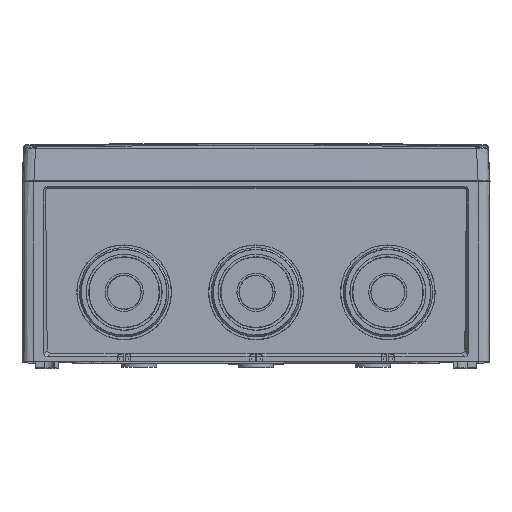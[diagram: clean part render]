
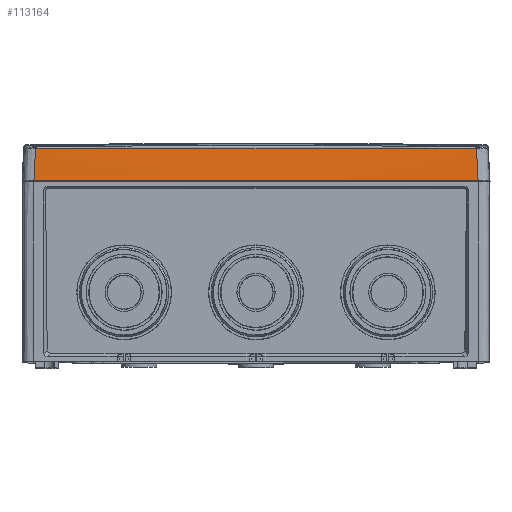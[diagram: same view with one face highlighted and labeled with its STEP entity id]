
A CAD part, top view. The second image highlights one B-rep face of the part: STEP entity #113164.
In plain terms, the highlighted conical face has half-angle 3 degrees and reference radius 21972 mm.
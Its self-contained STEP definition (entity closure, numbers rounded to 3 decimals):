
#89272=CARTESIAN_POINT('',(-118.736,-0.3,
124.695));
#89310=CARTESIAN_POINT('',(118.736,-0.3,
124.695));
#96291=CARTESIAN_POINT('',(-117.841,16.853,123.801));
#96326=CARTESIAN_POINT('',(117.841,16.853,123.801));
#96327=CARTESIAN_POINT('',(115.509,16.885,123.812));
#96328=CARTESIAN_POINT('',(110.982,16.945,123.832));
#96329=CARTESIAN_POINT('',(104.707,17.024,123.859));
#96330=CARTESIAN_POINT('',(98.636,17.096,123.883));
#96331=CARTESIAN_POINT('',(92.887,17.161,123.905));
#96332=CARTESIAN_POINT('',(87.201,17.22,123.925));
#96333=CARTESIAN_POINT('',(81.5,17.277,123.944));
#96334=CARTESIAN_POINT('',(75.778,17.329,123.961));
#96335=CARTESIAN_POINT('',(70.088,17.377,123.978));
#96336=CARTESIAN_POINT('',(64.436,17.422,123.993));
#96337=CARTESIAN_POINT('',(58.602,17.464,124.007));
#96338=CARTESIAN_POINT('',(52.175,17.506,124.021));
#96339=CARTESIAN_POINT('',(44.843,17.547,124.035));
#96340=CARTESIAN_POINT('',(36.857,17.586,124.048));
#96341=CARTESIAN_POINT('',(28.7,17.617,124.058));
#96342=CARTESIAN_POINT('',(20.532,17.64,124.066));
#96343=CARTESIAN_POINT('',(12.373,17.656,124.072));
#96344=CARTESIAN_POINT('',(4.224,17.664,124.074));
#96345=CARTESIAN_POINT('',(-3.925,17.664,
124.074));
#96346=CARTESIAN_POINT('',(-12.084,17.656,
124.072));
#96347=CARTESIAN_POINT('',(-20.252,17.641,
124.067));
#96348=CARTESIAN_POINT('',(-28.41,17.618,
124.059));
#96349=CARTESIAN_POINT('',(-36.412,17.587,
124.049));
#96350=CARTESIAN_POINT('',(-43.842,17.552,
124.037));
#96351=CARTESIAN_POINT('',(-50.479,17.516,
124.024));
#96352=CARTESIAN_POINT('',(-56.479,17.478,
124.012));
#96353=CARTESIAN_POINT('',(-62.171,17.439,
123.998));
#96354=CARTESIAN_POINT('',(-67.839,17.396,
123.984));
#96355=CARTESIAN_POINT('',(-73.56,17.348,
123.968));
#96356=CARTESIAN_POINT('',(-79.286,17.297,
123.951));
#96357=CARTESIAN_POINT('',(-84.965,17.243,
123.932));
#96358=CARTESIAN_POINT('',(-90.659,17.184,
123.913));
#96359=CARTESIAN_POINT('',(-96.495,17.121,
123.891));
#96360=CARTESIAN_POINT('',(-102.751,17.048,
123.867));
#96361=CARTESIAN_POINT('',(-109.709,16.962,
123.838));
#96362=CARTESIAN_POINT('',(-115.029,16.892,
123.814));
#96363=CARTESIAN_POINT('',(-117.841,16.853,123.801));
#96368=CARTESIAN_POINT('',(117.841,16.853,123.801));
#96369=CARTESIAN_POINT('',(118.139,11.135,124.099));
#96370=CARTESIAN_POINT('',(118.437,5.418,124.397));
#96371=CARTESIAN_POINT('',(118.736,-0.3,
124.695));
#96376=CARTESIAN_POINT('',(0.,-0.3,
-21847.44));
#96377=DIRECTION('',(0.,-1.,0.));
#96378=DIRECTION('',(0.005,0.,1.));
#96379=AXIS2_PLACEMENT_3D('',#96376,#96377,#96378);
#96384=CARTESIAN_POINT('',(-117.841,16.853,123.801));
#96385=CARTESIAN_POINT('',(-118.139,11.135,
124.099));
#96386=CARTESIAN_POINT('',(-118.437,5.418,
124.397));
#96387=CARTESIAN_POINT('',(-118.736,-0.3,
124.695));
#103981=VERTEX_POINT('',#89272);
#103984=VERTEX_POINT('',#89310);
#103985=VERTEX_POINT('',#96291);
#103989=VERTEX_POINT('',#96326);
#113151=CARTESIAN_POINT('',(0.,8.682,
-21847.44));
#113152=DIRECTION('',(0.,-1.,0.));
#113153=DIRECTION('',(-1.,0.,0.));
#113154=AXIS2_PLACEMENT_3D('',#113151,#113152,#113153);
#113155=CONICAL_SURFACE('2445',#113154,21971.985,3.);
#113157=ORIENTED_EDGE('20515',*,*,#113156,.F.);
#113159=ORIENTED_EDGE('20546',*,*,#113158,.T.);
#113160=ORIENTED_EDGE('20352',*,*,#104659,.T.);
#113161=ORIENTED_EDGE('20545',*,*,#113136,.F.);
#113162=EDGE_LOOP('2445',(#113157,#113159,#113160,#113161));
#113163=FACE_OUTER_BOUND('2445',#113162,.F.);
#96364=B_SPLINE_CURVE_WITH_KNOTS('20515',3,(#96326,#96327,#96328,#96329,#96330,
#96331,#96332,#96333,#96334,#96335,#96336,#96337,#96338,#96339,#96340,#96341,
#96342,#96343,#96344,#96345,#96346,#96347,#96348,#96349,#96350,#96351,#96352,
#96353,#96354,#96355,#96356,#96357,#96358,#96359,#96360,#96361,#96362,#96363),
.UNSPECIFIED.,.F.,.F.,(4,1,1,1,1,1,1,1,1,1,1,1,1,1,1,1,1,1,1,1,1,1,1,1,1,1,1,1,
1,1,1,1,1,1,1,4),(0.,0.029,0.057,0.086,
0.114,0.143,0.171,0.2,0.229,
0.257,0.286,0.314,0.343,
0.371,0.4,0.429,0.457,0.486,
0.514,0.543,0.571,0.6,0.629,
0.657,0.686,0.714,0.743,
0.771,0.8,0.829,0.857,0.886,
0.914,0.943,0.971,1.),.UNSPECIFIED.);
#96372=B_SPLINE_CURVE_WITH_KNOTS('20546',3,(#96368,#96369,#96370,#96371),
.UNSPECIFIED.,.F.,.F.,(4,4),(0.,1.),.UNSPECIFIED.);
#96380=CIRCLE('20352',#96379,21972.456);
#96388=B_SPLINE_CURVE_WITH_KNOTS('20545',3,(#96384,#96385,#96386,#96387),
.UNSPECIFIED.,.F.,.F.,(4,4),(0.,1.),.UNSPECIFIED.);
#104659=EDGE_CURVE('20352',#103984,#103981,#96380,.T.);
#113136=EDGE_CURVE('20545',#103985,#103981,#96388,.T.);
#113156=EDGE_CURVE('20515',#103989,#103985,#96364,.T.);
#113158=EDGE_CURVE('20546',#103989,#103984,#96372,.T.);
#113164=ADVANCED_FACE('2445',(#113163),#113155,.T.);
